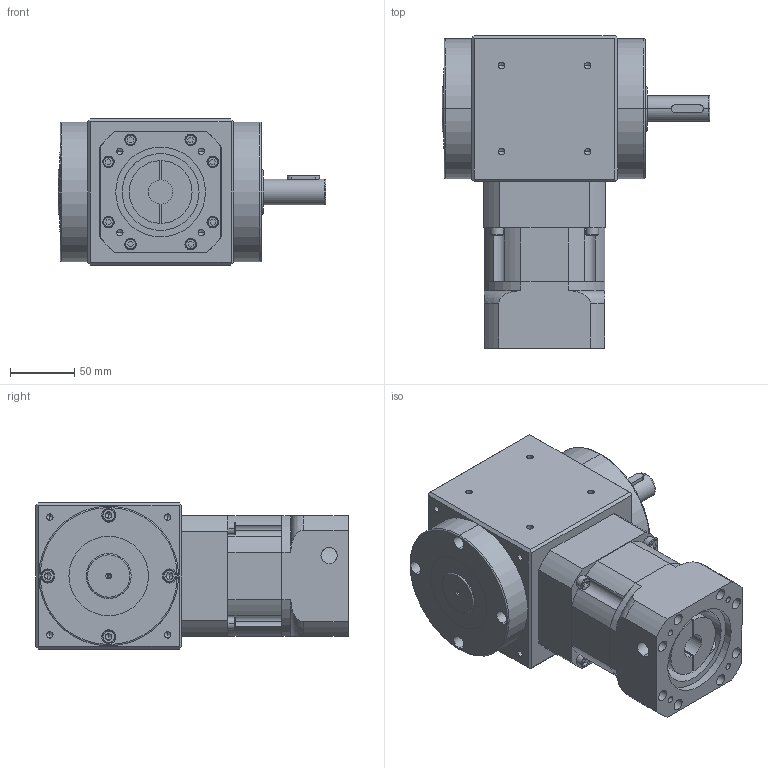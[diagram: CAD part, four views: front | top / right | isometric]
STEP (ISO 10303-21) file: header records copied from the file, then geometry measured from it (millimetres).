
FILE_DESCRIPTION (( 'STEP AP214' ), '1' );
FILE_NAME ('RAM090-L1-XX-S-19-70-90-M6_2019.STEP', '2019-04-09T02:42:45', ( 'Y' ), ( 'NCU' ), 'SwSTEP 2.0', 'SolidWorks 2016', '' );
FILE_SCHEMA (( 'AUTOMOTIVE_DESIGN' ));
Length unit declared in the file: millimetre
Products named in the file (1): RAM090-L1-XX-S-19-70-90-M6_2019
Bounding box: 209 x 244 x 114 mm (x, y, z)
Volume: 2856002.8 mm3; surface area: 223946.5 mm2
Topology: 3 solids, 12 shells, 654 faces, 1531 edges, 936 vertices
Faces by surface type: plane 295, cylinder 229, cone 100, torus 30
Entity records: 19904 total; most frequent: CARTESIAN_POINT 3708, DIRECTION 3334, ORIENTED_EDGE 2922, EDGE_CURVE 1461, AXIS2_PLACEMENT_3D 1254, VERTEX_POINT 936, VECTOR 826, LINE 826
